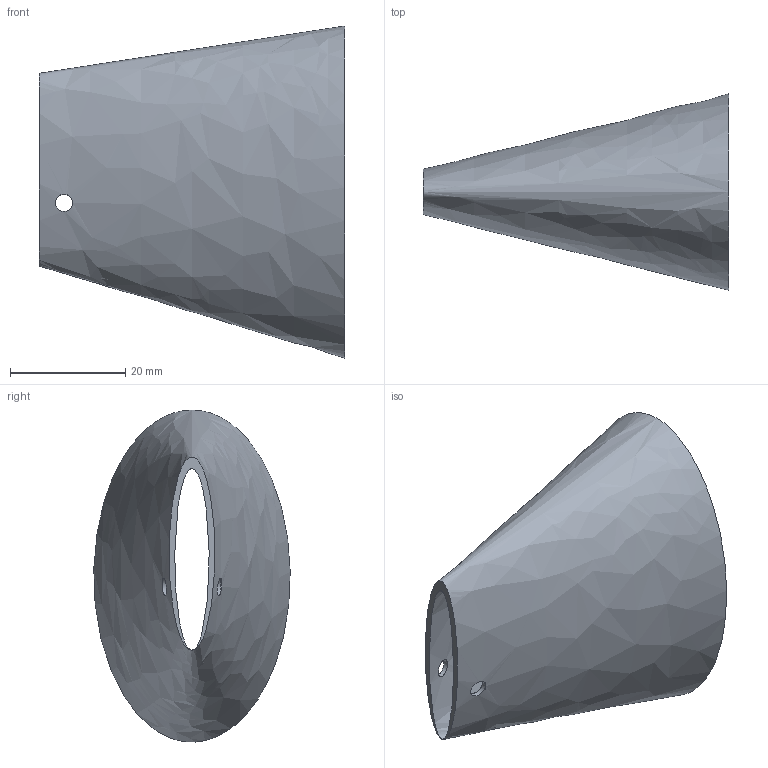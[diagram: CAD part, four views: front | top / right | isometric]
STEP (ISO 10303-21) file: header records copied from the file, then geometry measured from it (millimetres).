
FILE_DESCRIPTION(/* description */ (''),/* implementation_level */ '2;1');
FILE_NAME(/* name */ 'tail_body 2.step',/* time_stamp */ '2021-05-31T14:13:51+06:00',/* author */ (''),/* organization */ (''),/* preprocessor_version */ 'ST-DEVELOPER v18.1',/* originating_system */ 'Autodesk Translation Framework v10.9.0.1377',/* authorisation */ '');
FILE_SCHEMA (('AUTOMOTIVE_DESIGN { 1 0 10303 214 3 1 1 }'));
Length unit declared in the file: millimetre
Products named in the file (1): old_component (1)
Bounding box: 53 x 34.12 x 57.68 mm (x, y, z)
Volume: 5368.2 mm3; surface area: 11682.9 mm2
Topology: 1 solids, 1 shells, 7 faces, 23 edges, 17 vertices
Faces by surface type: cylinder 3, bspline 2, plane 2
Full cylindrical faces by diameter (mm): 3 x2
Entity records: 781 total; most frequent: CARTESIAN_POINT 562, ORIENTED_EDGE 46, EDGE_CURVE 23, DIRECTION 22, VERTEX_POINT 17, B_SPLINE_CURVE_WITH_KNOTS 16, EDGE_LOOP 12, AXIS2_PLACEMENT_3D 9
